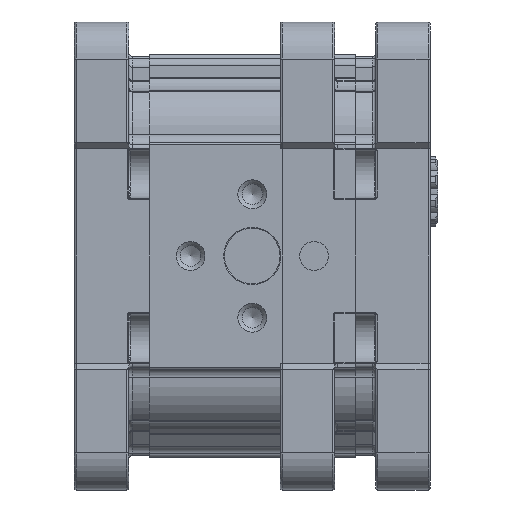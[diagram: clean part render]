
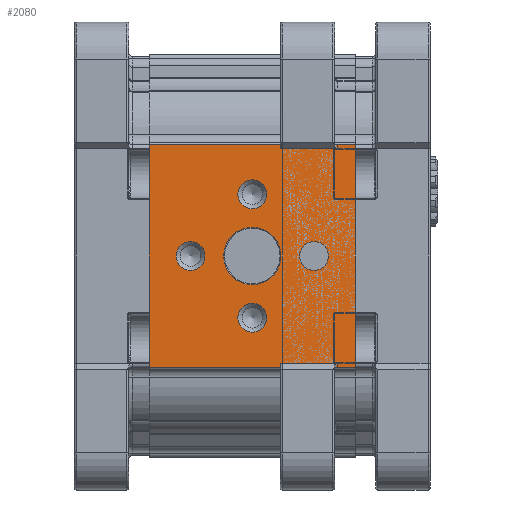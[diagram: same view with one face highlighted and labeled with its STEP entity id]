
A CAD part, left-side view. The second image highlights one B-rep face of the part: STEP entity #2080.
In plain terms, the highlighted planar face has unit normal (-1, 0, 0).
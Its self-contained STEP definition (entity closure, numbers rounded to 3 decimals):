
#2080 = ADVANCED_FACE( '', ( #5129, #5130, #5131, #5132, #5133, #5134 ), #5135, .T. );
#5129 = FACE_BOUND( '', #9711, .T. );
#5130 = FACE_BOUND( '', #9712, .T. );
#5131 = FACE_BOUND( '', #9713, .T. );
#5132 = FACE_BOUND( '', #9714, .T. );
#5133 = FACE_BOUND( '', #9715, .T. );
#5134 = FACE_OUTER_BOUND( '', #9716, .T. );
#5135 = PLANE( '', #9717 );
#9711 = EDGE_LOOP( '', ( #17027 ) );
#9712 = EDGE_LOOP( '', ( #17028 ) );
#9713 = EDGE_LOOP( '', ( #17029 ) );
#9714 = EDGE_LOOP( '', ( #17030 ) );
#9715 = EDGE_LOOP( '', ( #17031 ) );
#9716 = EDGE_LOOP( '', ( #17032, #17033, #17034, #17035 ) );
#9717 = AXIS2_PLACEMENT_3D( '', #17036, #17037, #17038 );
#17027 = ORIENTED_EDGE( '', *, *, #27394, .T. );
#17028 = ORIENTED_EDGE( '', *, *, #27395, .T. );
#17029 = ORIENTED_EDGE( '', *, *, #27396, .T. );
#17030 = ORIENTED_EDGE( '', *, *, #27397, .T. );
#17031 = ORIENTED_EDGE( '', *, *, #27398, .T. );
#17032 = ORIENTED_EDGE( '', *, *, #27399, .F. );
#17033 = ORIENTED_EDGE( '', *, *, #27400, .F. );
#17034 = ORIENTED_EDGE( '', *, *, #27401, .T. );
#17035 = ORIENTED_EDGE( '', *, *, #27290, .T. );
#17036 = CARTESIAN_POINT( '', ( -43., 50., 27.048 ) );
#17037 = DIRECTION( '', ( -1., 0., 0. ) );
#17038 = DIRECTION( '', ( 0., 0., 1. ) );
#27290 = EDGE_CURVE( '', #32919, #32916, #32920, .T. );
#27394 = EDGE_CURVE( '', #33083, #33083, #33084, .F. );
#27395 = EDGE_CURVE( '', #33085, #33085, #33086, .F. );
#27396 = EDGE_CURVE( '', #33087, #33087, #33088, .F. );
#27397 = EDGE_CURVE( '', #33089, #33089, #33090, .F. );
#27398 = EDGE_CURVE( '', #33091, #33091, #33092, .F. );
#27399 = EDGE_CURVE( '', #33093, #32916, #33094, .T. );
#27400 = EDGE_CURVE( '', #33095, #33093, #33096, .T. );
#27401 = EDGE_CURVE( '', #33095, #32919, #33097, .T. );
#32916 = VERTEX_POINT( '', #42059 );
#32919 = VERTEX_POINT( '', #42062 );
#32920 = LINE( '', #42063, #42064 );
#33083 = VERTEX_POINT( '', #42337 );
#33084 = CIRCLE( '', #42338, 3.5 );
#33085 = VERTEX_POINT( '', #42339 );
#33086 = CIRCLE( '', #42340, 3.5 );
#33087 = VERTEX_POINT( '', #42341 );
#33088 = CIRCLE( '', #42342, 3.5 );
#33089 = VERTEX_POINT( '', #42343 );
#33090 = CIRCLE( '', #42344, 3.5 );
#33091 = VERTEX_POINT( '', #42345 );
#33092 = CIRCLE( '', #42346, 6.95 );
#33093 = VERTEX_POINT( '', #42347 );
#33094 = LINE( '', #42348, #42349 );
#33095 = VERTEX_POINT( '', #42350 );
#33096 = LINE( '', #42351, #42352 );
#33097 = LINE( '', #42353, #42354 );
#42059 = CARTESIAN_POINT( '', ( -43., 0., -27.048 ) );
#42062 = CARTESIAN_POINT( '', ( -43., 50., -27.048 ) );
#42063 = CARTESIAN_POINT( '', ( -43., 50., -27.048 ) );
#42064 = VECTOR( '', #51440, 1000. );
#42337 = CARTESIAN_POINT( '', ( -43., 10., 3.5 ) );
#42338 = AXIS2_PLACEMENT_3D( '', #51636, #51637, #51638 );
#42339 = CARTESIAN_POINT( '', ( -43., 40., 3.5 ) );
#42340 = AXIS2_PLACEMENT_3D( '', #51639, #51640, #51641 );
#42341 = CARTESIAN_POINT( '', ( -43., 25., -11.5 ) );
#42342 = AXIS2_PLACEMENT_3D( '', #51642, #51643, #51644 );
#42343 = CARTESIAN_POINT( '', ( -43., 25., 18.5 ) );
#42344 = AXIS2_PLACEMENT_3D( '', #51645, #51646, #51647 );
#42345 = CARTESIAN_POINT( '', ( -43., 25., 6.95 ) );
#42346 = AXIS2_PLACEMENT_3D( '', #51648, #51649, #51650 );
#42347 = CARTESIAN_POINT( '', ( -43., 0., 27.048 ) );
#42348 = CARTESIAN_POINT( '', ( -43., 0., 27.048 ) );
#42349 = VECTOR( '', #51651, 1000. );
#42350 = CARTESIAN_POINT( '', ( -43., 50., 27.048 ) );
#42351 = CARTESIAN_POINT( '', ( -43., 50., 27.048 ) );
#42352 = VECTOR( '', #51652, 1000. );
#42353 = CARTESIAN_POINT( '', ( -43., 50., 27.048 ) );
#42354 = VECTOR( '', #51653, 1000. );
#51440 = DIRECTION( '', ( 0., -1., 0. ) );
#51636 = CARTESIAN_POINT( '', ( -43., 10., 0. ) );
#51637 = DIRECTION( '', ( -1., 0., 0. ) );
#51638 = DIRECTION( '', ( 0., 0., 1. ) );
#51639 = CARTESIAN_POINT( '', ( -43., 40., 0. ) );
#51640 = DIRECTION( '', ( -1., 0., 0. ) );
#51641 = DIRECTION( '', ( 0., 0., 1. ) );
#51642 = CARTESIAN_POINT( '', ( -43., 25., -15. ) );
#51643 = DIRECTION( '', ( -1., 0., 0. ) );
#51644 = DIRECTION( '', ( 0., 0., 1. ) );
#51645 = CARTESIAN_POINT( '', ( -43., 25., 15. ) );
#51646 = DIRECTION( '', ( -1., 0., 0. ) );
#51647 = DIRECTION( '', ( 0., 0., 1. ) );
#51648 = CARTESIAN_POINT( '', ( -43., 25., 0. ) );
#51649 = DIRECTION( '', ( -1., 0., 0. ) );
#51650 = DIRECTION( '', ( 0., 0., 1. ) );
#51651 = DIRECTION( '', ( 0., 0., -1. ) );
#51652 = DIRECTION( '', ( 0., -1., 0. ) );
#51653 = DIRECTION( '', ( 0., 0., -1. ) );
